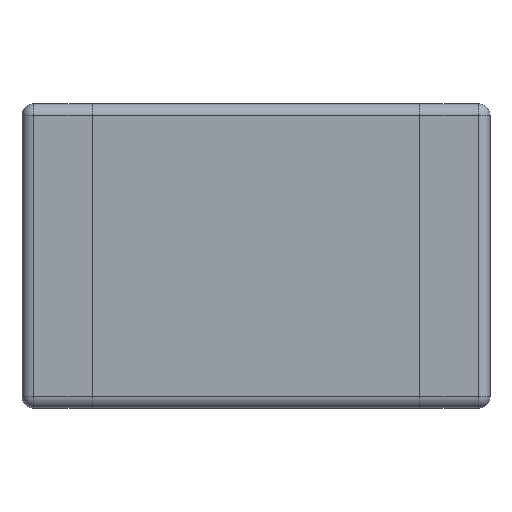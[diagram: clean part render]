
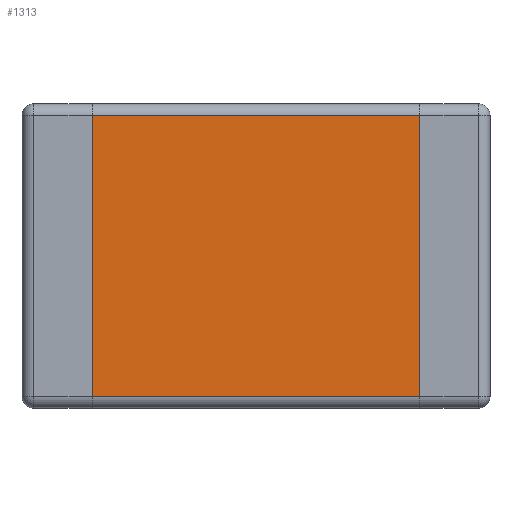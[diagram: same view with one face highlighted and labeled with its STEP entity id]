
A CAD part, front view. The second image highlights one B-rep face of the part: STEP entity #1313.
In plain terms, the highlighted planar face has unit normal (0, -1, 0).
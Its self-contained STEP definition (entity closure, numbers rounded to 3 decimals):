
#63 = CARTESIAN_POINT ( 'NONE',  ( -0.7, 0., 0.6 ) ) ;
#246 = CARTESIAN_POINT ( 'NONE',  ( 0.7, 0., 0.6 ) ) ;
#270 = CARTESIAN_POINT ( 'NONE',  ( -0.7, 0., -0.6 ) ) ;
#560 = FACE_OUTER_BOUND ( 'NONE', #1314, .T. ) ;
#581 = DIRECTION ( 'NONE',  ( -1., 0., 0. ) ) ;
#582 = VECTOR ( 'NONE', #581, 1000. ) ;
#583 = CARTESIAN_POINT ( 'NONE',  ( -1., 0., 0.6 ) ) ;
#585 = LINE ( 'NONE', #583, #582 ) ;
#586 = DIRECTION ( 'NONE',  ( 1., 0., 0. ) ) ;
#587 = VECTOR ( 'NONE', #586, 1000. ) ;
#588 = CARTESIAN_POINT ( 'NONE',  ( 1., 0., -0.6 ) ) ;
#589 = LINE ( 'NONE', #588, #587 ) ;
#590 = DIRECTION ( 'NONE',  ( 0., 0., -1. ) ) ;
#591 = DIRECTION ( 'NONE',  ( 0., -1., 0. ) ) ;
#592 = CARTESIAN_POINT ( 'NONE',  ( 1., 0., -0.65 ) ) ;
#593 = AXIS2_PLACEMENT_3D ( 'NONE', #592, #591, #590 ) ;
#594 = PLANE ( 'NONE',  #593 ) ;
#1120 = EDGE_CURVE ( 'NONE', #1237, #1121, #1597, .T. ) ;
#1121 = VERTEX_POINT ( 'NONE', #1593 ) ;
#1125 = EDGE_CURVE ( 'NONE', #1248, #1170, #1588, .T. ) ;
#1170 = VERTEX_POINT ( 'NONE', #63 ) ;
#1237 = VERTEX_POINT ( 'NONE', #246 ) ;
#1248 = VERTEX_POINT ( 'NONE', #270 ) ;
#1313 = ADVANCED_FACE ( 'NONE', ( #560 ), #594, .T. ) ;
#1314 = EDGE_LOOP ( 'NONE', ( #1315, #1316, #1318, #1319 ) ) ;
#1315 = ORIENTED_EDGE ( 'NONE', *, *, #1125, .F. ) ;
#1316 = ORIENTED_EDGE ( 'NONE', *, *, #1317, .T. ) ;
#1317 = EDGE_CURVE ( 'NONE', #1248, #1121, #589, .T. ) ;
#1318 = ORIENTED_EDGE ( 'NONE', *, *, #1120, .F. ) ;
#1319 = ORIENTED_EDGE ( 'NONE', *, *, #1320, .T. ) ;
#1320 = EDGE_CURVE ( 'NONE', #1237, #1170, #585, .T. ) ;
#1585 = DIRECTION ( 'NONE',  ( 0., 0., 1. ) ) ;
#1586 = VECTOR ( 'NONE', #1585, 1000. ) ;
#1587 = CARTESIAN_POINT ( 'NONE',  ( -0.7, 0., -0.65 ) ) ;
#1588 = LINE ( 'NONE', #1587, #1586 ) ;
#1593 = CARTESIAN_POINT ( 'NONE',  ( 0.7, 0., -0.6 ) ) ;
#1594 = DIRECTION ( 'NONE',  ( 0., 0., -1. ) ) ;
#1595 = VECTOR ( 'NONE', #1594, 1000. ) ;
#1596 = CARTESIAN_POINT ( 'NONE',  ( 0.7, 0., -0.65 ) ) ;
#1597 = LINE ( 'NONE', #1596, #1595 ) ;
